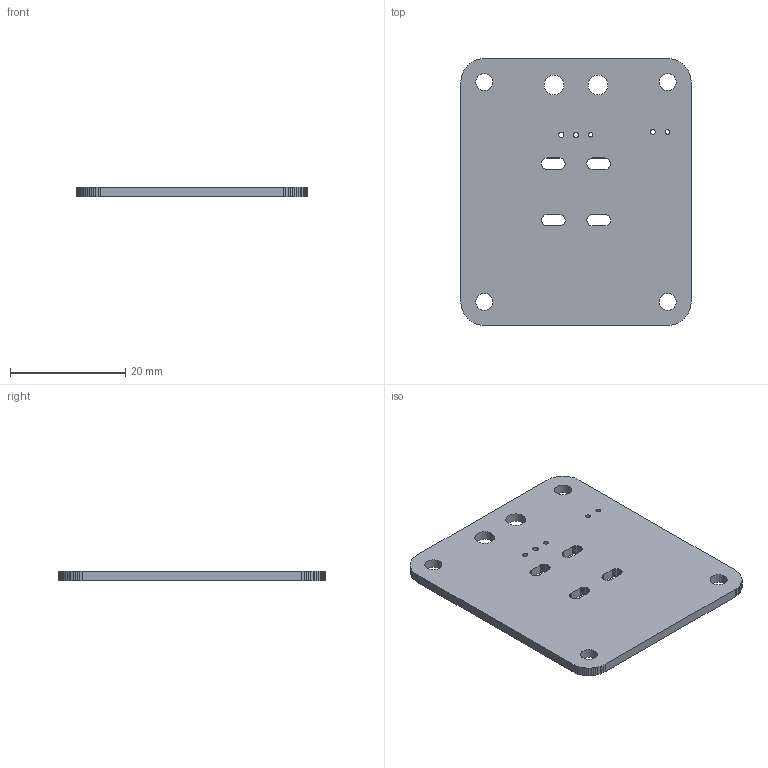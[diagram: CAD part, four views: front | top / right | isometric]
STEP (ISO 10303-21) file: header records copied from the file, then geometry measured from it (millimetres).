
FILE_DESCRIPTION(('KiCad electronic assembly'),'2;1');
FILE_NAME('BrushedMOCO_Breakout.step','2023-10-20T20:00:43',('Pcbnew'),( 'Kicad'),'Open CASCADE STEP processor 7.7','KiCad to STEP converter' ,'Unknown');
FILE_SCHEMA(('AUTOMOTIVE_DESIGN { 1 0 10303 214 1 1 1 1 }'));
Length unit declared in the file: millimetre
Products named in the file (2): BrushedMOCO_Breakout 1; BrushedMOCO_Breakout PCB
Assembly tree (1 placements, depth 2):
  BrushedMOCO_Breakout 1
    BrushedMOCO_Breakout PCB
Bounding box: 39.88 x 46.23 x 1.6 mm (x, y, z)
Volume: 2802 mm3; surface area: 3948.7 mm2
Topology: 1 solids, 1 shells, 217 faces, 645 edges, 430 vertices
Faces by surface type: plane 206, cylinder 11
Full cylindrical faces by diameter (mm): 0.762 x1, 0.8 x2, 0.9 x2, 2.946 x4, 3.45 x2
Entity records: 15701 total; most frequent: CARTESIAN_POINT 2716, DIRECTION 2373, LINE 1891, VECTOR 1891, ORIENTED_EDGE 1290, PCURVE 1290, DEFINITIONAL_REPRESENTATION 1290, EDGE_CURVE 645
